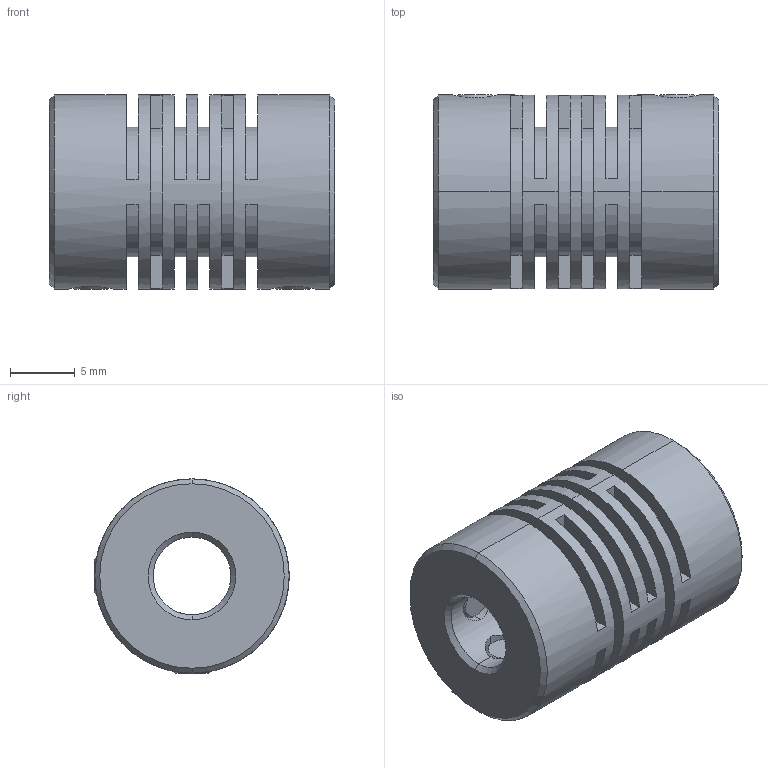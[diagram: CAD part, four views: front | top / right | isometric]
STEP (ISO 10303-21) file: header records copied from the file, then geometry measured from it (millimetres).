
FILE_DESCRIPTION (( 'STEP AP203' ), '1' );
FILE_NAME ('CL12-15.step', '2011-08-10T07:36:44', ( '' ), ( '' ), 'SwSTEP 2.0', 'SolidWorks 2010', '' );
FILE_SCHEMA (( 'CONFIG_CONTROL_DESIGN' ));
Length unit declared in the file: millimetre
Products named in the file (1): CL12-15
Bounding box: 22 x 15 x 15 mm (x, y, z)
Volume: 2751.9 mm3; surface area: 3095.1 mm2
Topology: 5 solids, 5 shells, 152 faces, 386 edges, 248 vertices
Faces by surface type: plane 86, cylinder 34, cone 24, bspline 8
Entity records: 5375 total; most frequent: CARTESIAN_POINT 1623, ORIENTED_EDGE 772, DIRECTION 748, EDGE_CURVE 386, AXIS2_PLACEMENT_3D 261, VERTEX_POINT 248, VECTOR 226, LINE 226
